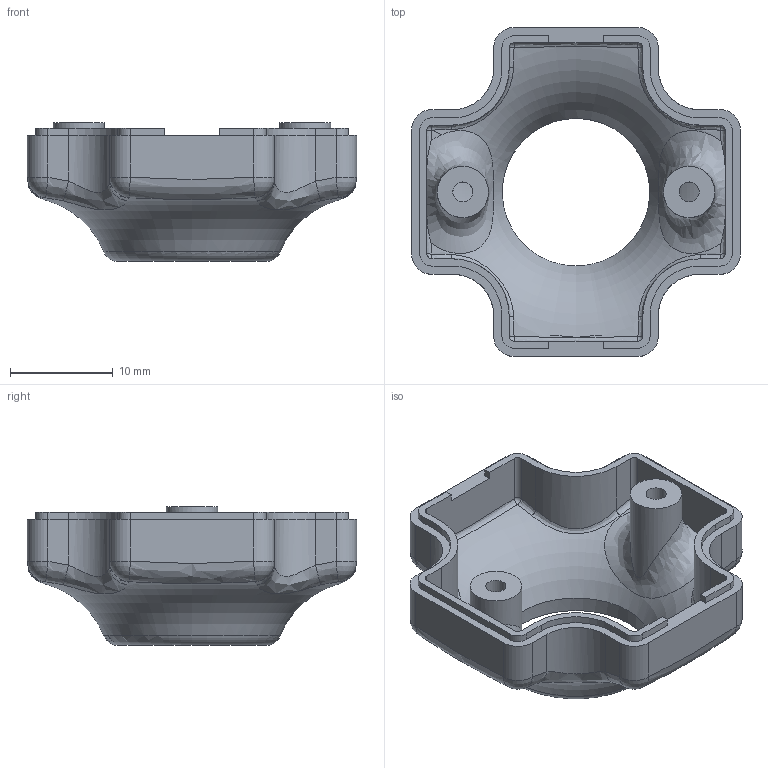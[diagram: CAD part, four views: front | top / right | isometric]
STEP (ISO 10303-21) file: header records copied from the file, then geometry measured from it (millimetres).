
FILE_DESCRIPTION(/* description */ (''),/* implementation_level */ '2;1');
FILE_NAME(/* name */ '45-0119.stp',/* time_stamp */ '2016-08-25T15:33:55-04:00',/* author */ ('Justin'),/* organization */ (''),/* preprocessor_version */ 'ST-DEVELOPER v15.6',/* originating_system */ 'Autodesk Inventor 2015',/* authorisation */ '');
FILE_SCHEMA (('CONFIG_CONTROL_DESIGN'));
Length unit declared in the file: millimetre
Products named in the file (1): 45-0119
Bounding box: 32 x 32 x 13.5 mm (x, y, z)
Volume: 2228.4 mm3; surface area: 3136.2 mm2
Topology: 1 solids, 1 shells, 146 faces, 363 edges, 220 vertices
Faces by surface type: plane 47, cylinder 41, bspline 36, sphere 16, torus 6
Full cylindrical faces by diameter (mm): 1.95 x2, 5 x2, 14.353 x1
Entity records: 6113 total; most frequent: CARTESIAN_POINT 2925, ORIENTED_EDGE 694, DIRECTION 590, EDGE_CURVE 347, AXIS2_PLACEMENT_3D 223, VERTEX_POINT 213, EDGE_LOOP 156, FACE_OUTER_BOUND 145
